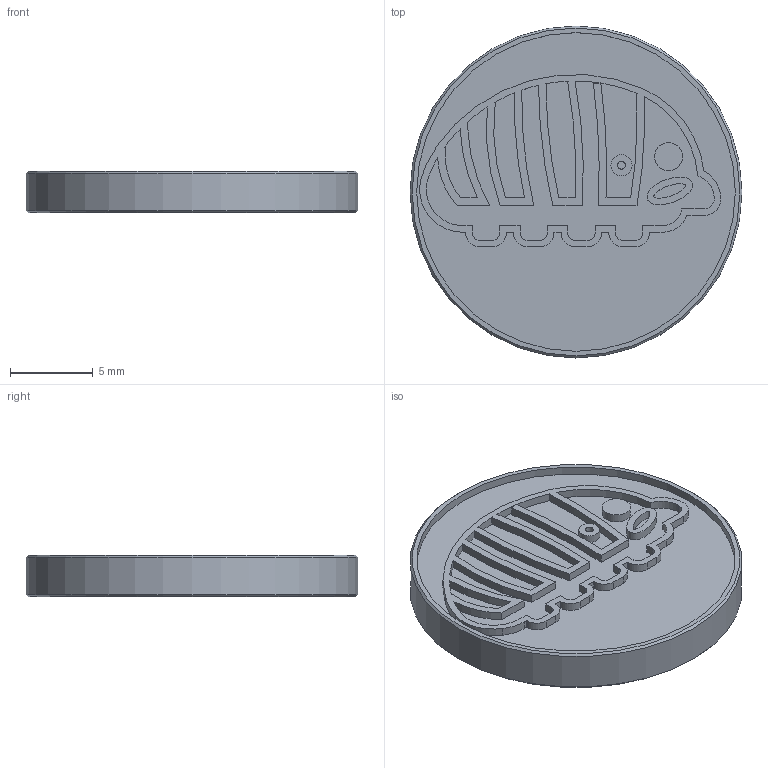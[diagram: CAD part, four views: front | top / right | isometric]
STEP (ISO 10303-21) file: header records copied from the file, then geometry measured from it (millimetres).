
FILE_DESCRIPTION(/* description */ ('STEP AP242','CAx-IF Rec.Pracs.---Representation and Presentation of Product Manufacturing Information (PMI)---4.0---2014-10-13','CAx-IF Rec.Pracs.---3D Tessellated Geometry---0.4---2014-09-14','2;1'),/* implementation_level */ '2;1');
FILE_NAME(/* name */ '67833a0b35cb44539654bae4',/* time_stamp */ '2025-01-12T03:42:04Z',/* author */ (''),/* organization */ (''),/* preprocessor_version */ 'ST-DEVELOPER v20',/* originating_system */ 'ONSHAPE BY PTC INC, 1.192',/* authorisation */ ' ');
FILE_SCHEMA (('AP242_MANAGED_MODEL_BASED_3D_ENGINEERING_MIM_LF { 1 0 10303 442 1 1 4 }'));
Length unit declared in the file: metre
Products named in the file (1): Part 1
Bounding box: 20 x 20 x 2.5 mm (x, y, z)
Volume: 664.7 mm3; surface area: 920.4 mm2
Topology: 1 solids, 1 shells, 129 faces, 345 edges, 230 vertices
Faces by surface type: plane 66, cylinder 59, bspline 2, cone 2
Full cylindrical faces by diameter (mm): 0.476 x1, 1.276 x1, 1.692 x1, 19.2 x1, 20 x1
Entity records: 4266 total; most frequent: CARTESIAN_POINT 954, DIRECTION 706, ORIENTED_EDGE 668, EDGE_CURVE 334, AXIS2_PLACEMENT_3D 248, VERTEX_POINT 228, LINE 210, VECTOR 210
